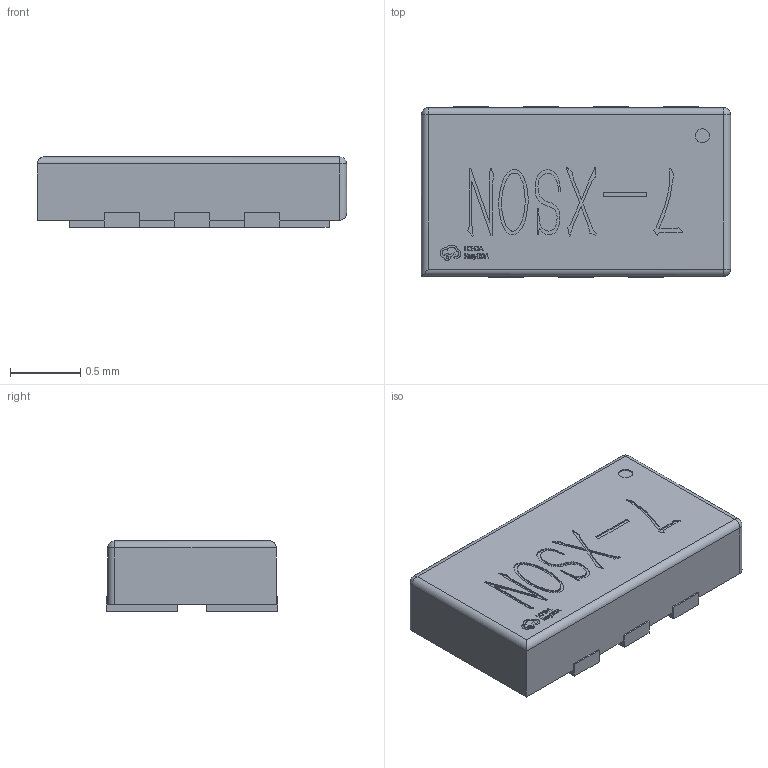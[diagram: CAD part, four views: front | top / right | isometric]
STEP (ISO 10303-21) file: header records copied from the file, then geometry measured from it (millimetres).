
FILE_DESCRIPTION (( 'STEP AP214' ), '1' );
FILE_NAME ('XSON-7_L2.2-W1.2-H0.5-P0.50-BL.step', '2022-07-26T09:41:57', ( '' ), ( '' ), 'SwSTEP 2.0', 'SolidWorks 2020', '' );
FILE_SCHEMA (( 'AUTOMOTIVE_DESIGN' ));
Length unit declared in the file: millimetre
Products named in the file (1): XSON-7_L2.2-W1.2-H0.5-P0.50-BL
Bounding box: 2.2 x 1.22 x 0.5 mm (x, y, z)
Volume: 1.2 mm3; surface area: 8.9 mm2
Topology: 14 solids, 14 shells, 526 faces, 1440 edges, 954 vertices
Faces by surface type: plane 324, bspline 189, cylinder 10, sphere 3
Entity records: 26906 total; most frequent: CARTESIAN_POINT 8924, ORIENTED_EDGE 2874, DIRECTION 1742, EDGE_CURVE 1437, LINE 1038, VECTOR 1038, VERTEX_POINT 954, EDGE_LOOP 553
